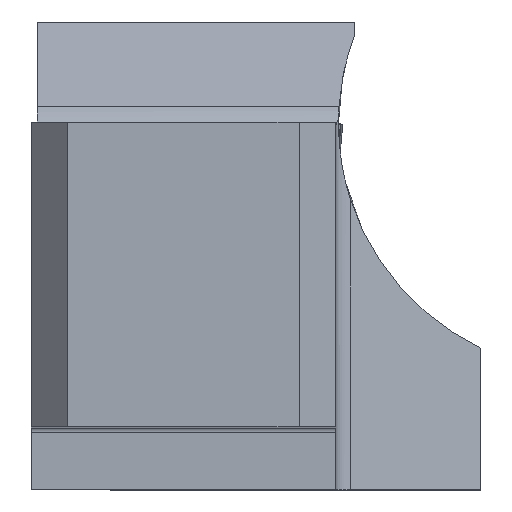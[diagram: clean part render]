
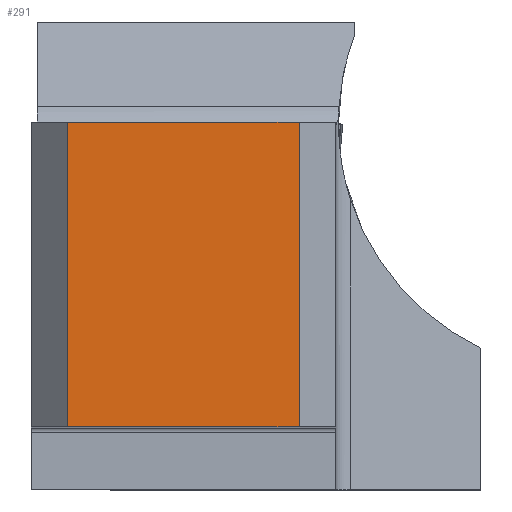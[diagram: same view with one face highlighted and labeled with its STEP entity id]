
A CAD part, top view. The second image highlights one B-rep face of the part: STEP entity #291.
In plain terms, the highlighted planar face has unit normal (0, 0, 1).
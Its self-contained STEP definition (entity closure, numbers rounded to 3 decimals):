
#291=ADVANCED_FACE('CU_BACK_SU1',(#435),#386,.F.);
#386=PLANE('',#1915);
#435=FACE_OUTER_BOUND('',#533,.T.);
#533=EDGE_LOOP('',(#686,#687,#688,#689));
#686=ORIENTED_EDGE('',*,*,#1363,.F.);
#687=ORIENTED_EDGE('',*,*,#1311,.F.);
#688=ORIENTED_EDGE('',*,*,#1364,.T.);
#689=ORIENTED_EDGE('',*,*,#1365,.T.);
#1145=VERTEX_POINT('',#2506);
#1146=VERTEX_POINT('',#2508);
#1189=VERTEX_POINT('',#2657);
#1190=VERTEX_POINT('',#2659);
#1311=EDGE_CURVE('',#1145,#1146,#1571,.T.);
#1363=EDGE_CURVE('',#1146,#1189,#1603,.T.);
#1364=EDGE_CURVE('',#1145,#1190,#1604,.T.);
#1365=EDGE_CURVE('',#1190,#1189,#1605,.T.);
#1571=LINE('',#2507,#1704);
#1603=LINE('',#2656,#1736);
#1604=LINE('',#2658,#1737);
#1605=LINE('',#2660,#1738);
#1704=VECTOR('',#2056,1.);
#1736=VECTOR('',#2132,1.);
#1737=VECTOR('',#2133,1.);
#1738=VECTOR('',#2134,1.);
#1915=AXIS2_PLACEMENT_3D('',#2661,#2135,#2136);
#2056=DIRECTION('',(1.,0.,0.));
#2132=DIRECTION('',(0.,-1.,0.));
#2133=DIRECTION('',(0.,-1.,0.));
#2134=DIRECTION('',(1.,0.,0.));
#2135=DIRECTION('',(0.,0.,-1.));
#2136=DIRECTION('',(1.,0.,0.));
#2506=CARTESIAN_POINT('',(3.,24.925,0.));
#2507=CARTESIAN_POINT('',(110.,24.925,0.));
#2508=CARTESIAN_POINT('',(21.925,24.925,0.));
#2656=CARTESIAN_POINT('',(21.925,0.,0.));
#2657=CARTESIAN_POINT('',(21.925,0.,0.));
#2658=CARTESIAN_POINT('',(3.,0.,0.));
#2659=CARTESIAN_POINT('',(3.,0.,0.));
#2660=CARTESIAN_POINT('',(110.,0.,0.));
#2661=CARTESIAN_POINT('',(-17.746,34.925,0.));
